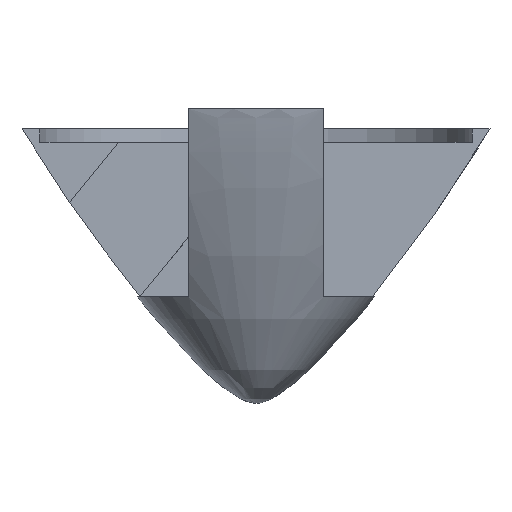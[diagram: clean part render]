
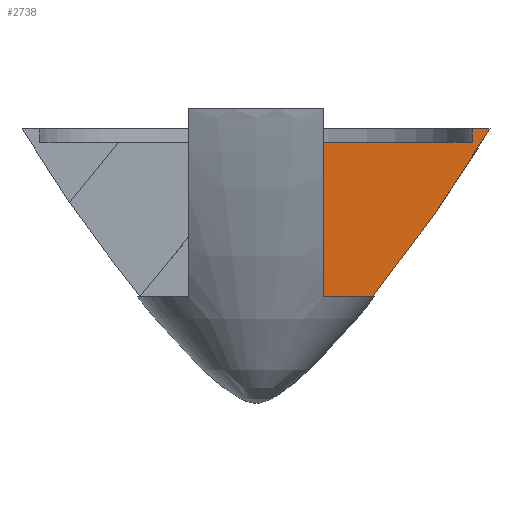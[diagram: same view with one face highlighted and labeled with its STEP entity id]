
A CAD part, front view. The second image highlights one B-rep face of the part: STEP entity #2738.
In plain terms, the highlighted planar face has unit normal (0, -1, 0).
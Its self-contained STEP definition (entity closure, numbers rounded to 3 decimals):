
#32 = EDGE_CURVE ( 'NONE', #457, #5929, #4685, .T. ) ;
#176 = ORIENTED_EDGE ( 'NONE', *, *, #486, .T. ) ;
#222 = EDGE_CURVE ( 'NONE', #1537, #457, #4952, .T. ) ;
#259 = CARTESIAN_POINT ( 'NONE',  ( 5., 6., -22.5 ) ) ;
#450 = CARTESIAN_POINT ( 'NONE',  ( 16.764, 6., -22.594 ) ) ;
#457 = VERTEX_POINT ( 'NONE', #3692 ) ;
#486 = EDGE_CURVE ( 'NONE', #2581, #2154, #1374, .T. ) ;
#551 = EDGE_CURVE ( 'NONE', #2607, #1537, #969, .T. ) ;
#845 = CARTESIAN_POINT ( 'NONE',  ( 8.68, 6., -34. ) ) ;
#878 = CARTESIAN_POINT ( 'NONE',  ( 16.085, 6., -23.669 ) ) ;
#969 = LINE ( 'NONE', #5288, #5752 ) ;
#977 = ORIENTED_EDGE ( 'NONE', *, *, #551, .T. ) ;
#992 = PLANE ( 'NONE',  #2115 ) ;
#1207 = VECTOR ( 'NONE', #3316, 1000. ) ;
#1214 = CARTESIAN_POINT ( 'NONE',  ( 5., 6., 0. ) ) ;
#1309 = CARTESIAN_POINT ( 'NONE',  ( 12.524, 6., -28.936 ) ) ;
#1374 = LINE ( 'NONE', #2800, #1420 ) ;
#1403 = CARTESIAN_POINT ( 'NONE',  ( 16.083, 6., -22.5 ) ) ;
#1420 = VECTOR ( 'NONE', #3225, 1000. ) ;
#1443 = ORIENTED_EDGE ( 'NONE', *, *, #32, .T. ) ;
#1537 = VERTEX_POINT ( 'NONE', #2439 ) ;
#1705 = DIRECTION ( 'NONE',  ( 0., 0., -1. ) ) ;
#1876 = ORIENTED_EDGE ( 'NONE', *, *, #222, .T. ) ;
#2115 = AXIS2_PLACEMENT_3D ( 'NONE', #4734, #3746, #4337 ) ;
#2154 = VERTEX_POINT ( 'NONE', #259 ) ;
#2239 = DIRECTION ( 'NONE',  ( -1., 0., 0. ) ) ;
#2326 = CARTESIAN_POINT ( 'NONE',  ( 5., 6., -34. ) ) ;
#2439 = CARTESIAN_POINT ( 'NONE',  ( 8.68, 6., -34. ) ) ;
#2480 = ORIENTED_EDGE ( 'NONE', *, *, #5374, .T. ) ;
#2486 = DIRECTION ( 'NONE',  ( 1., 0., 0. ) ) ;
#2509 = VECTOR ( 'NONE', #2239, 1000. ) ;
#2581 = VERTEX_POINT ( 'NONE', #5251 ) ;
#2607 = VERTEX_POINT ( 'NONE', #2326 ) ;
#2738 = ADVANCED_FACE ( 'NONE', ( #2851 ), #992, .F. ) ;
#2766 = LINE ( 'NONE', #1403, #1207 ) ;
#2800 = CARTESIAN_POINT ( 'NONE',  ( -15.61, 6., -22.5 ) ) ;
#2851 = FACE_OUTER_BOUND ( 'NONE', #4061, .T. ) ;
#3193 = CARTESIAN_POINT ( 'NONE',  ( 17.414, 6., -21.5 ) ) ;
#3225 = DIRECTION ( 'NONE',  ( -1., 0., 0. ) ) ;
#3316 = DIRECTION ( 'NONE',  ( 0., 0., -1. ) ) ;
#3626 = CARTESIAN_POINT ( 'NONE',  ( 13.982, 6., -26.851 ) ) ;
#3659 = CARTESIAN_POINT ( 'NONE',  ( 10.256, 6., -32.004 ) ) ;
#3692 = CARTESIAN_POINT ( 'NONE',  ( 17.414, 6., -21.5 ) ) ;
#3746 = DIRECTION ( 'NONE',  ( 0., 1., 0. ) ) ;
#4061 = EDGE_LOOP ( 'NONE', ( #176, #2480, #977, #1876, #1443, #4441 ) ) ;
#4158 = CARTESIAN_POINT ( 'NONE',  ( 0., 6., -21.5 ) ) ;
#4337 = DIRECTION ( 'NONE',  ( 0., 0., 1. ) ) ;
#4441 = ORIENTED_EDGE ( 'NONE', *, *, #5561, .T. ) ;
#4553 = LINE ( 'NONE', #1214, #4767 ) ;
#4685 = LINE ( 'NONE', #4158, #2509 ) ;
#4734 = CARTESIAN_POINT ( 'NONE',  ( 0., 6., 0. ) ) ;
#4767 = VECTOR ( 'NONE', #1705, 1000. ) ;
#4952 = B_SPLINE_CURVE_WITH_KNOTS ( 'NONE', 3,
 ( #845, #5169, #3659, #5533, #1309, #3626, #6028, #878, #450, #3193 ),
 .UNSPECIFIED., .F., .F.,
 ( 4, 2, 2, 2, 4 ),
 ( 0.039, 0.043, 0.046, 0.05, 0.054 ),
 .UNSPECIFIED. ) ;
#4976 = CARTESIAN_POINT ( 'NONE',  ( 16.083, 6., -21.5 ) ) ;
#5169 = CARTESIAN_POINT ( 'NONE',  ( 9.479, 6., -33.01 ) ) ;
#5251 = CARTESIAN_POINT ( 'NONE',  ( 16.083, 6., -22.5 ) ) ;
#5288 = CARTESIAN_POINT ( 'NONE',  ( 0., 6., -34. ) ) ;
#5374 = EDGE_CURVE ( 'NONE', #2154, #2607, #4553, .T. ) ;
#5533 = CARTESIAN_POINT ( 'NONE',  ( 11.779, 6., -29.968 ) ) ;
#5561 = EDGE_CURVE ( 'NONE', #5929, #2581, #2766, .T. ) ;
#5752 = VECTOR ( 'NONE', #2486, 1000. ) ;
#5929 = VERTEX_POINT ( 'NONE', #4976 ) ;
#6028 = CARTESIAN_POINT ( 'NONE',  ( 14.695, 6., -25.798 ) ) ;
